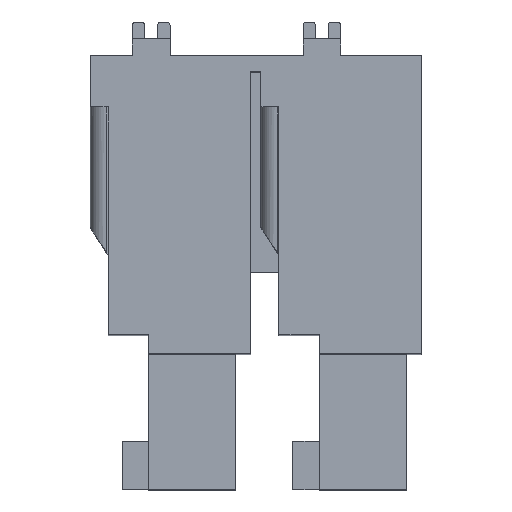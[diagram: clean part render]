
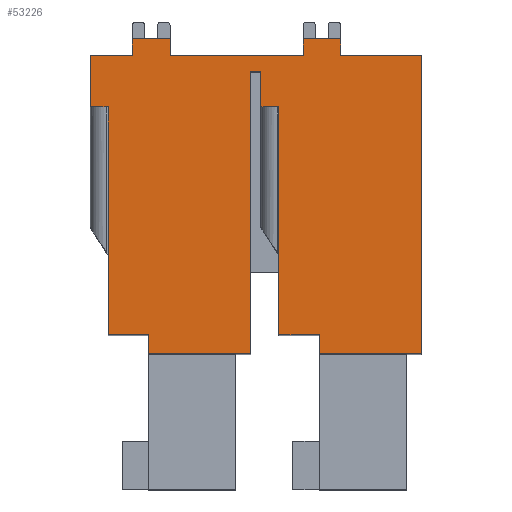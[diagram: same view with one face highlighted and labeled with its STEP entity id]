
A CAD part, top view. The second image highlights one B-rep face of the part: STEP entity #53226.
In plain terms, the highlighted planar face has unit normal (0, 0, 1).
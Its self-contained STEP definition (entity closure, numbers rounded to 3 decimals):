
#618=DIRECTION('',(1.,0.,0.));
#619=VECTOR('',#618,4.965);
#620=CARTESIAN_POINT('',(-5.215,-3.966,9.1));
#621=LINE('',#620,#619);
#3125=DIRECTION('',(0.,-1.,0.));
#3126=VECTOR('',#3125,11.089);
#3127=CARTESIAN_POINT('',(-7.176,8.05,9.1));
#3128=LINE('',#3127,#3126);
#4474=DIRECTION('',(-1.,0.,0.));
#4475=VECTOR('',#4474,6.472);
#4476=CARTESIAN_POINT('',(2.3,10.55,9.1));
#4477=LINE('',#4476,#4475);
#13303=DIRECTION('',(1.,0.,0.));
#13304=VECTOR('',#13303,4.965);
#13305=CARTESIAN_POINT('',(3.085,-3.966,9.1));
#13306=LINE('',#13305,#13304);
#15922=DIRECTION('',(0.,-1.,0.));
#15923=VECTOR('',#15922,11.089);
#15924=CARTESIAN_POINT('',(1.124,8.05,9.1));
#15925=LINE('',#15924,#15923);
#16542=DIRECTION('',(0.,-1.,0.));
#16543=VECTOR('',#16542,0.816);
#16544=CARTESIAN_POINT('',(2.3,11.366,9.1));
#16545=LINE('',#16544,#16543);
#16549=DIRECTION('',(1.,0.,0.));
#16550=VECTOR('',#16549,1.828);
#16551=CARTESIAN_POINT('',(2.3,11.366,9.1));
#16552=LINE('',#16551,#16550);
#16556=DIRECTION('',(0.,1.,0.));
#16557=VECTOR('',#16556,0.816);
#16558=CARTESIAN_POINT('',(4.128,10.55,9.1));
#16559=LINE('',#16558,#16557);
#16563=DIRECTION('',(-1.,0.,0.));
#16564=VECTOR('',#16563,3.922);
#16565=CARTESIAN_POINT('',(8.05,10.55,9.1));
#16566=LINE('',#16565,#16564);
#16570=DIRECTION('',(0.,1.,0.));
#16571=VECTOR('',#16570,14.516);
#16572=CARTESIAN_POINT('',(8.05,-3.966,9.1));
#16573=LINE('',#16572,#16571);
#16577=DIRECTION('',(0.,-1.,0.));
#16578=VECTOR('',#16577,0.927);
#16579=CARTESIAN_POINT('',(3.085,-3.039,9.1));
#16580=LINE('',#16579,#16578);
#16584=DIRECTION('',(1.,0.,0.));
#16585=VECTOR('',#16584,1.96);
#16586=CARTESIAN_POINT('',(1.124,-3.039,9.1));
#16587=LINE('',#16586,#16585);
#16591=DIRECTION('',(1.,0.,0.));
#16592=VECTOR('',#16591,0.874);
#16593=CARTESIAN_POINT('',(0.25,8.05,9.1));
#16594=LINE('',#16593,#16592);
#16598=DIRECTION('',(0.,-1.,0.));
#16599=VECTOR('',#16598,1.7);
#16600=CARTESIAN_POINT('',(0.25,9.75,9.1));
#16601=LINE('',#16600,#16599);
#16605=DIRECTION('',(1.,0.,0.));
#16606=VECTOR('',#16605,0.5);
#16607=CARTESIAN_POINT('',(-0.25,9.75,9.1));
#16608=LINE('',#16607,#16606);
#16612=DIRECTION('',(0.,1.,0.));
#16613=VECTOR('',#16612,13.716);
#16614=CARTESIAN_POINT('',(-0.25,-3.966,9.1));
#16615=LINE('',#16614,#16613);
#16619=DIRECTION('',(0.,-1.,0.));
#16620=VECTOR('',#16619,0.927);
#16621=CARTESIAN_POINT('',(-5.215,-3.039,9.1));
#16622=LINE('',#16621,#16620);
#16626=DIRECTION('',(1.,0.,0.));
#16627=VECTOR('',#16626,1.96);
#16628=CARTESIAN_POINT('',(-7.176,-3.039,9.1));
#16629=LINE('',#16628,#16627);
#16633=DIRECTION('',(1.,0.,0.));
#16634=VECTOR('',#16633,0.874);
#16635=CARTESIAN_POINT('',(-8.05,8.05,9.1));
#16636=LINE('',#16635,#16634);
#16640=DIRECTION('',(0.,-1.,0.));
#16641=VECTOR('',#16640,2.5);
#16642=CARTESIAN_POINT('',(-8.05,10.55,9.1));
#16643=LINE('',#16642,#16641);
#16647=DIRECTION('',(-1.,0.,0.));
#16648=VECTOR('',#16647,2.05);
#16649=CARTESIAN_POINT('',(-6.,10.55,9.1));
#16650=LINE('',#16649,#16648);
#16654=DIRECTION('',(0.,-1.,0.));
#16655=VECTOR('',#16654,0.816);
#16656=CARTESIAN_POINT('',(-6.,11.366,9.1));
#16657=LINE('',#16656,#16655);
#16661=DIRECTION('',(1.,0.,0.));
#16662=VECTOR('',#16661,1.828);
#16663=CARTESIAN_POINT('',(-6.,11.366,9.1));
#16664=LINE('',#16663,#16662);
#16668=DIRECTION('',(0.,1.,0.));
#16669=VECTOR('',#16668,0.816);
#16670=CARTESIAN_POINT('',(-4.172,10.55,9.1));
#16671=LINE('',#16670,#16669);
#38212=CARTESIAN_POINT('',(-7.176,-3.039,9.1));
#38213=CARTESIAN_POINT('',(-5.215,-3.039,9.1));
#38214=VERTEX_POINT('',#38212);
#38215=VERTEX_POINT('',#38213);
#38216=CARTESIAN_POINT('',(-6.,10.55,9.1));
#38217=CARTESIAN_POINT('',(-8.05,10.55,9.1));
#38218=VERTEX_POINT('',#38216);
#38219=VERTEX_POINT('',#38217);
#38221=CARTESIAN_POINT('',(-0.25,-3.966,9.1));
#38223=VERTEX_POINT('',#38221);
#38247=CARTESIAN_POINT('',(-4.172,10.55,9.1));
#38249=VERTEX_POINT('',#38247);
#38266=CARTESIAN_POINT('',(-5.215,-3.966,9.1));
#38268=VERTEX_POINT('',#38266);
#38270=CARTESIAN_POINT('',(-8.05,8.05,9.1));
#38271=VERTEX_POINT('',#38270);
#38272=CARTESIAN_POINT('',(-7.176,8.05,9.1));
#38273=VERTEX_POINT('',#38272);
#38298=CARTESIAN_POINT('',(-4.172,11.366,9.1));
#38299=VERTEX_POINT('',#38298);
#38300=CARTESIAN_POINT('',(-6.,11.366,9.1));
#38301=VERTEX_POINT('',#38300);
#38632=CARTESIAN_POINT('',(8.05,10.55,9.1));
#38633=CARTESIAN_POINT('',(4.128,10.55,9.1));
#38634=VERTEX_POINT('',#38632);
#38635=VERTEX_POINT('',#38633);
#38652=CARTESIAN_POINT('',(2.3,10.55,9.1));
#38653=VERTEX_POINT('',#38652);
#38678=CARTESIAN_POINT('',(4.128,11.366,9.1));
#38679=VERTEX_POINT('',#38678);
#38680=CARTESIAN_POINT('',(2.3,11.366,9.1));
#38681=VERTEX_POINT('',#38680);
#38828=CARTESIAN_POINT('',(0.25,8.05,9.1));
#38829=CARTESIAN_POINT('',(1.124,8.05,9.1));
#38830=VERTEX_POINT('',#38828);
#38831=VERTEX_POINT('',#38829);
#39018=CARTESIAN_POINT('',(-0.25,9.75,9.1));
#39020=VERTEX_POINT('',#39018);
#39021=CARTESIAN_POINT('',(0.25,9.75,9.1));
#39023=VERTEX_POINT('',#39021);
#44966=CARTESIAN_POINT('',(1.124,-3.039,9.1));
#44967=CARTESIAN_POINT('',(3.085,-3.039,9.1));
#44968=VERTEX_POINT('',#44966);
#44969=VERTEX_POINT('',#44967);
#44972=CARTESIAN_POINT('',(8.05,-3.966,9.1));
#44973=VERTEX_POINT('',#44972);
#44974=CARTESIAN_POINT('',(3.085,-3.966,9.1));
#44976=VERTEX_POINT('',#44974);
#53191=CARTESIAN_POINT('',(0.,0.,9.1));
#53192=DIRECTION('',(0.,0.,1.));
#53193=DIRECTION('',(1.,0.,0.));
#53194=AXIS2_PLACEMENT_3D('',#53191,#53192,#53193);
#53195=PLANE('',#53194);
#53196=ORIENTED_EDGE('',*,*,#47773,.F.);
#53197=ORIENTED_EDGE('',*,*,#48063,.F.);
#53199=ORIENTED_EDGE('',*,*,#53198,.T.);
#53201=ORIENTED_EDGE('',*,*,#53200,.F.);
#53202=ORIENTED_EDGE('',*,*,#48218,.F.);
#53203=ORIENTED_EDGE('',*,*,#48261,.F.);
#53204=ORIENTED_EDGE('',*,*,#50895,.F.);
#53205=ORIENTED_EDGE('',*,*,#50918,.F.);
#53206=ORIENTED_EDGE('',*,*,#52513,.F.);
#53207=ORIENTED_EDGE('',*,*,#52576,.F.);
#53208=ORIENTED_EDGE('',*,*,#53007,.F.);
#53209=ORIENTED_EDGE('',*,*,#47857,.F.);
#53210=ORIENTED_EDGE('',*,*,#53184,.F.);
#53211=ORIENTED_EDGE('',*,*,#45066,.F.);
#53212=ORIENTED_EDGE('',*,*,#45440,.F.);
#53213=ORIENTED_EDGE('',*,*,#45463,.F.);
#53214=ORIENTED_EDGE('',*,*,#47058,.F.);
#53215=ORIENTED_EDGE('',*,*,#47112,.F.);
#53216=ORIENTED_EDGE('',*,*,#47195,.F.);
#53217=ORIENTED_EDGE('',*,*,#47301,.F.);
#53218=ORIENTED_EDGE('',*,*,#47510,.F.);
#53219=ORIENTED_EDGE('',*,*,#47615,.F.);
#53221=ORIENTED_EDGE('',*,*,#53220,.T.);
#53223=ORIENTED_EDGE('',*,*,#53222,.F.);
#53224=EDGE_LOOP('',(#53196,#53197,#53199,#53201,#53202,#53203,#53204,#53205,
#53206,#53207,#53208,#53209,#53210,#53211,#53212,#53213,#53214,#53215,#53216,
#53217,#53218,#53219,#53221,#53223));
#53225=FACE_OUTER_BOUND('',#53224,.F.);
#45066=EDGE_CURVE('',#38223,#39020,#16615,.T.);
#45440=EDGE_CURVE('',#38268,#38223,#621,.T.);
#45463=EDGE_CURVE('',#38215,#38268,#16622,.T.);
#47058=EDGE_CURVE('',#38214,#38215,#16629,.T.);
#47112=EDGE_CURVE('',#38273,#38214,#3128,.T.);
#47195=EDGE_CURVE('',#38271,#38273,#16636,.T.);
#47301=EDGE_CURVE('',#38219,#38271,#16643,.T.);
#47510=EDGE_CURVE('',#38218,#38219,#16650,.T.);
#47615=EDGE_CURVE('',#38301,#38218,#16657,.T.);
#47773=EDGE_CURVE('',#38653,#38249,#4477,.T.);
#47857=EDGE_CURVE('',#39023,#38830,#16601,.T.);
#48063=EDGE_CURVE('',#38681,#38653,#16545,.T.);
#48218=EDGE_CURVE('',#38634,#38635,#16566,.T.);
#48261=EDGE_CURVE('',#44973,#38634,#16573,.T.);
#50895=EDGE_CURVE('',#44976,#44973,#13306,.T.);
#50918=EDGE_CURVE('',#44969,#44976,#16580,.T.);
#52513=EDGE_CURVE('',#44968,#44969,#16587,.T.);
#52576=EDGE_CURVE('',#38831,#44968,#15925,.T.);
#53007=EDGE_CURVE('',#38830,#38831,#16594,.T.);
#53184=EDGE_CURVE('',#39020,#39023,#16608,.T.);
#53198=EDGE_CURVE('',#38681,#38679,#16552,.T.);
#53200=EDGE_CURVE('',#38635,#38679,#16559,.T.);
#53220=EDGE_CURVE('',#38301,#38299,#16664,.T.);
#53222=EDGE_CURVE('',#38249,#38299,#16671,.T.);
#53226=ADVANCED_FACE('',(#53225),#53195,.T.);
